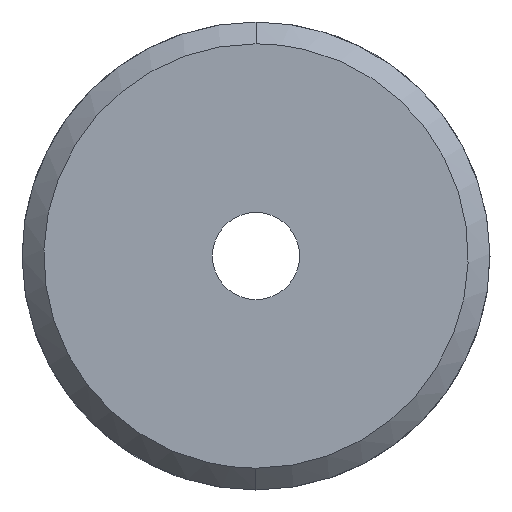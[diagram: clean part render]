
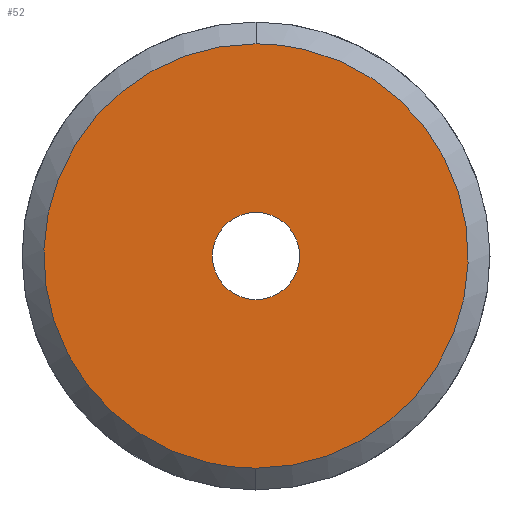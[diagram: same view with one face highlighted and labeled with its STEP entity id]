
A CAD part, front view. The second image highlights one B-rep face of the part: STEP entity #52.
In plain terms, the highlighted planar face has unit normal (0, -1, 0).
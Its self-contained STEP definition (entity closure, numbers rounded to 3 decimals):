
#38=ELLIPSE('',#140,14.6,14.6);
#39=ELLIPSE('',#142,14.6,14.6);
#52=ADVANCED_FACE('',(#66,#67),#57,.T.);
#57=PLANE('',#144);
#66=FACE_BOUND('',#79,.T.);
#67=FACE_BOUND('',#80,.T.);
#79=EDGE_LOOP('',(#97,#98));
#80=EDGE_LOOP('',(#99));
#97=ORIENTED_EDGE('',*,*,#123,.T.);
#98=ORIENTED_EDGE('',*,*,#124,.T.);
#99=ORIENTED_EDGE('',*,*,#125,.T.);
#112=VERTEX_POINT('',#225);
#113=VERTEX_POINT('',#230);
#114=VERTEX_POINT('',#235);
#123=EDGE_CURVE('',#112,#113,#38,.T.);
#124=EDGE_CURVE('',#113,#112,#39,.T.);
#125=EDGE_CURVE('',#114,#114,#130,.T.);
#130=CIRCLE('',#143,3.);
#140=AXIS2_PLACEMENT_3D('',#231,#165,#166);
#142=AXIS2_PLACEMENT_3D('',#233,#169,#170);
#143=AXIS2_PLACEMENT_3D('',#234,#171,#172);
#144=AXIS2_PLACEMENT_3D('',#236,#173,#174);
#165=DIRECTION('',(0.,-1.,0.));
#166=DIRECTION('',(1.,0.,0.));
#169=DIRECTION('',(0.,-1.,0.));
#170=DIRECTION('',(-1.,0.,0.));
#171=DIRECTION('',(0.,1.,0.));
#172=DIRECTION('',(0.,0.,-1.));
#173=DIRECTION('',(0.,-1.,0.));
#174=DIRECTION('',(0.,0.,1.));
#225=CARTESIAN_POINT('',(0.,-27.9,-14.6));
#230=CARTESIAN_POINT('',(0.,-27.9,14.6));
#231=CARTESIAN_POINT('',(0.,-27.9,0.));
#233=CARTESIAN_POINT('',(0.,-27.9,0.));
#234=CARTESIAN_POINT('',(0.,-27.9,0.));
#235=CARTESIAN_POINT('',(0.,-27.9,-3.));
#236=CARTESIAN_POINT('',(-14.892,-27.9,-14.892));
